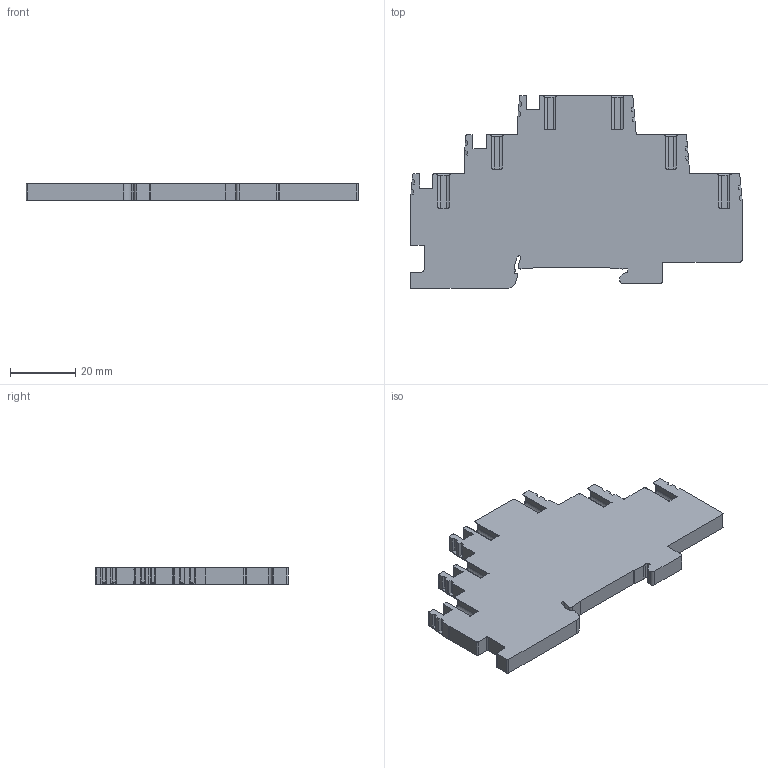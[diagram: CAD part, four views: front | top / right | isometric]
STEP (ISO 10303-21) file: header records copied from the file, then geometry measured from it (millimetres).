
FILE_DESCRIPTION((''),'2;1');
FILE_NAME('PIKD2-5_ISO','2019-09-20T',('Christian Carl'),(''),'CREO PARAMETRIC BY PTC INC, 2016380','CREO PARAMETRIC BY PTC INC, 2016380','');
FILE_SCHEMA(('CONFIG_CONTROL_DESIGN'));
Length unit declared in the file: millimetre
Products named in the file (1): PIKD2-5_ISO
Bounding box: 101.9 x 59.2 x 5.1 mm (x, y, z)
Volume: 19122.6 mm3; surface area: 12789.1 mm2
Topology: 1 solids, 1 shells, 477 faces, 1338 edges, 876 vertices
Faces by surface type: plane 330, cylinder 123, cone 24
Entity records: 15554 total; most frequent: CARTESIAN_POINT 3006, ORIENTED_EDGE 2676, DIRECTION 2544, EDGE_CURVE 1338, VECTOR 1048, LINE 1048, VERTEX_POINT 876, AXIS2_PLACEMENT_3D 748
